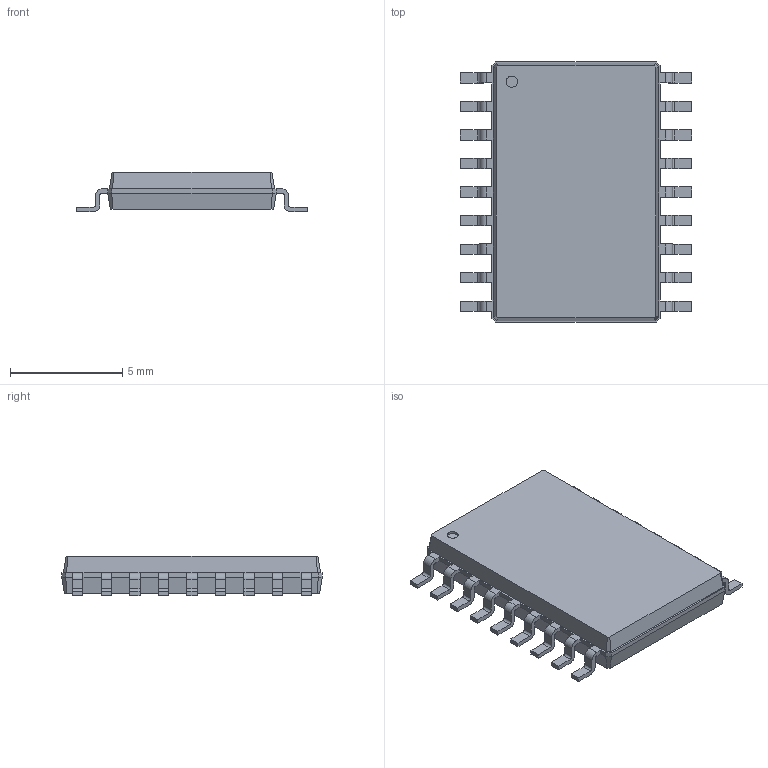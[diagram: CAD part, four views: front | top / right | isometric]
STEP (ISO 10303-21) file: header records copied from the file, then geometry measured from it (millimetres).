
FILE_DESCRIPTION(('FreeCAD Model'),'2;1');
FILE_NAME('soic_18_75x116_p127.step', '2015-12-06T19:09:48',('Author'),(''), 'Open CASCADE STEP processor 6.8','FreeCAD','Unknown');
FILE_SCHEMA(('AUTOMOTIVE_DESIGN_CC2 { 1 2 10303 214 -1 1 5 4 }'));
Length unit declared in the file: millimetre
Products named in the file (1): soic_18_75x116_p127
Bounding box: 10.3 x 11.6 x 1.75 mm (x, y, z)
Volume: 141.6 mm3; surface area: 275.6 mm2
Topology: 1 solids, 1 shells, 306 faces, 813 edges, 510 vertices
Faces by surface type: plane 191, cylinder 73, bspline 42
Full cylindrical faces by diameter (mm): 0.5 x1
Entity records: 22130 total; most frequent: CARTESIAN_POINT 4012, DIRECTION 2881, LINE 1985, VECTOR 1985, ORIENTED_EDGE 1626, PCURVE 1626, DEFINITIONAL_REPRESENTATION 1626, EDGE_CURVE 813
